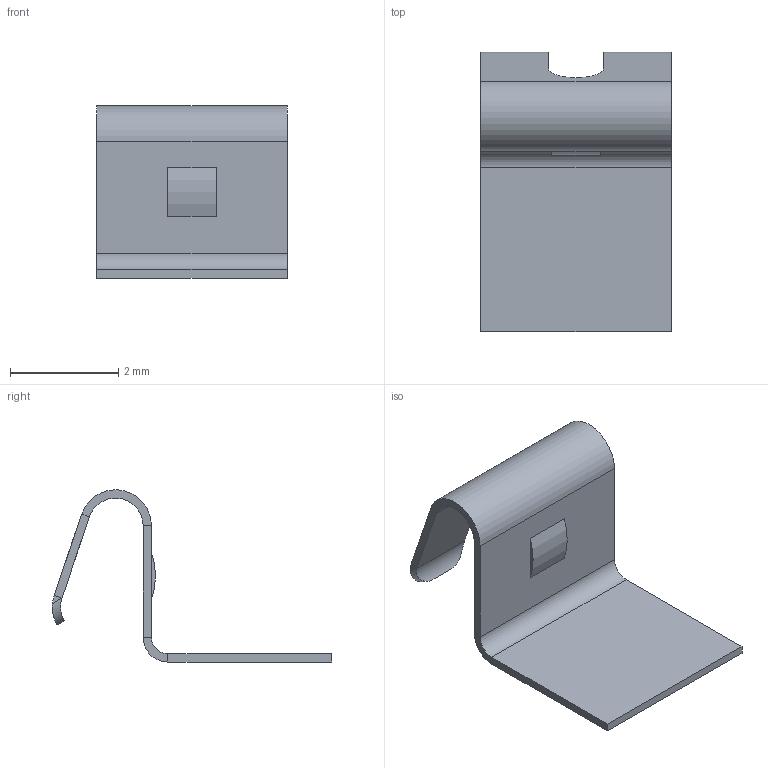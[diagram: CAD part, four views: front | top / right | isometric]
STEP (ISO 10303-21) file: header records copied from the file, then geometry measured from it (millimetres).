
FILE_DESCRIPTION(/* description */ (''),/* implementation_level */ '2;1');
FILE_NAME(/* name */ 'Keystone 110.step',/* time_stamp */ '2022-10-04T15:29:45+01:00',/* author */ (''),/* organization */ (''),/* preprocessor_version */ 'ST-DEVELOPER v19',/* originating_system */ 'Autodesk Translation Framework v11.7.0.108',/* authorisation */ '');
FILE_SCHEMA (('AUTOMOTIVE_DESIGN { 1 0 10303 214 3 1 1 }'));
Length unit declared in the file: inch
Products named in the file (1): Keystone 110
Bounding box: 3.51 x 5.16 x 3.17 mm (x, y, z)
Volume: 4.7 mm3; surface area: 66.7 mm2
Topology: 1 solids, 1 shells, 46 faces, 102 edges, 60 vertices
Faces by surface type: plane 29, cylinder 17
Entity records: 1362 total; most frequent: CARTESIAN_POINT 305, DIRECTION 214, ORIENTED_EDGE 204, EDGE_CURVE 102, AXIS2_PLACEMENT_3D 73, LINE 68, VECTOR 68, VERTEX_POINT 60
